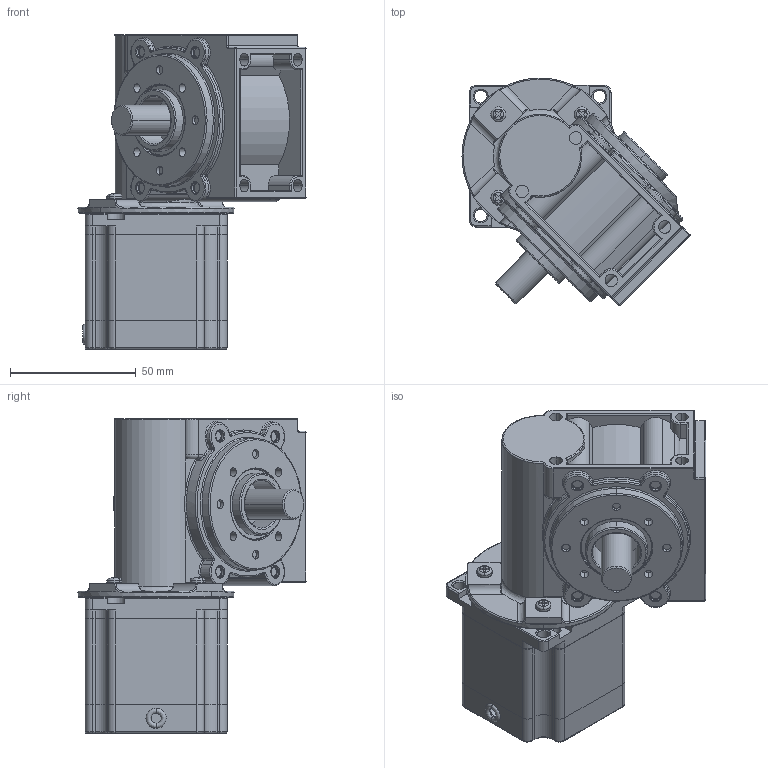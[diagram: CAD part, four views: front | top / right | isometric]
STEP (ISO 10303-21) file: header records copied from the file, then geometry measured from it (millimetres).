
FILE_DESCRIPTION((''),'2;1');
FILE_NAME('MT23FK22010M8G3_ASM','2016-06-13T',('Matteo Maccalli'),(''),'PRO/ENGINEER BY PARAMETRIC TECHNOLOGY CORPORATION, 2006320','PRO/ENGINEER BY PARAMETRIC TECHNOLOGY CORPORATION, 2006320','');
FILE_SCHEMA(('AUTOMOTIVE_DESIGN_CC2 { 1 2 10303 214 -1 1 5 2 }'));
Length unit declared in the file: millimetre
Products named in the file (11): MT23FK_FLANGIA_FRONTALE_OK; MT23FK22010_STACK_2; MT23FK_FLANGIA_POST_NOFORI; MT23FK_ALBERO_ANT_NOSPIANATO; RIDUTTORE_MT23FK22010M8G3; ALB_ANT_MT23FK22010M8G3; TCC_M3X12_AF0; TCC_M3X12_AF1; TCC_M3X12_AF2; RIDUTTORE_MT23FK22010M8G3_COMPL_ASM; MT23FK22010M8G3_ASM
Assembly tree (10 placements, depth 3):
  MT23FK22010M8G3_ASM
    MT23FK_FLANGIA_FRONTALE_OK
    MT23FK22010_STACK_2
    MT23FK_FLANGIA_POST_NOFORI
    MT23FK_ALBERO_ANT_NOSPIANATO
    RIDUTTORE_MT23FK22010M8G3_COMPL_ASM
      RIDUTTORE_MT23FK22010M8G3
      ALB_ANT_MT23FK22010M8G3
      TCC_M3X12_AF0
      TCC_M3X12_AF1
      TCC_M3X12_AF2
Bounding box: 90.54 x 90.54 x 125 mm (x, y, z)
Volume: 371333.7 mm3; surface area: 69156.5 mm2
Topology: 10 solids, 10 shells, 802 faces, 1888 edges, 1139 vertices
Faces by surface type: cylinder 326, plane 234, torus 166, cone 30, bspline 23, sphere 23
Entity records: 31264 total; most frequent: CARTESIAN_POINT 6354, DIRECTION 4329, ORIENTED_EDGE 3776, PRESENTATION_STYLE_ASSIGNMENT 1903, STYLED_ITEM 1898, CURVE_STYLE 1888, EDGE_CURVE 1888, AXIS2_PLACEMENT_3D 1770
